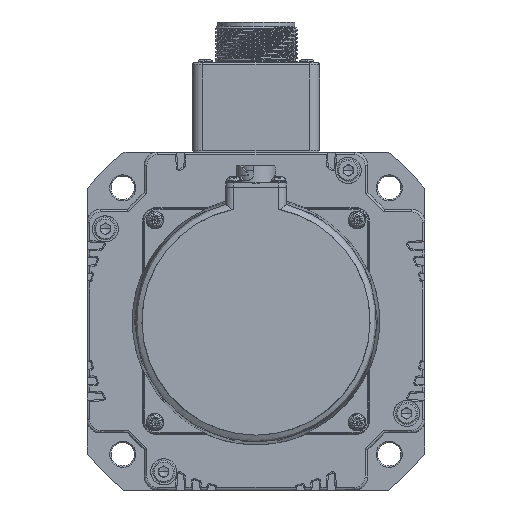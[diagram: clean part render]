
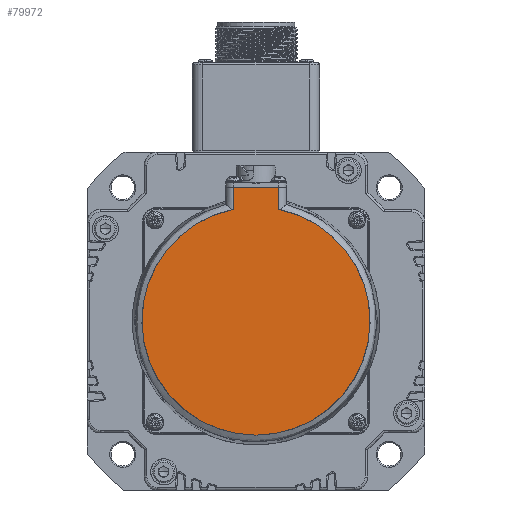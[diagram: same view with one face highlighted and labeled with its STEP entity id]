
A CAD part, front view. The second image highlights one B-rep face of the part: STEP entity #79972.
In plain terms, the highlighted planar face has unit normal (0, -1, 0).
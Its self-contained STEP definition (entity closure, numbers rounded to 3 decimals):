
#74374=CARTESIAN_POINT('',(396.33,-282.,-21.97));
#74375=VERTEX_POINT('',#74374);
#74383=CARTESIAN_POINT('',(396.33,-282.,-13.5));
#74384=VERTEX_POINT('',#74383);
#74385=CARTESIAN_POINT('',(396.33,-282.,-21.97));
#74386=DIRECTION('',(0.,0.,1.));
#74387=VECTOR('',#74386,8.47);
#74388=LINE('',#74385,#74387);
#74389=EDGE_CURVE('',#74375,#74384,#74388,.T.);
#74619=CARTESIAN_POINT('',(413.67,-282.,-13.5));
#74620=VERTEX_POINT('',#74619);
#74628=CARTESIAN_POINT('',(413.67,-282.,-21.97));
#74629=VERTEX_POINT('',#74628);
#74630=CARTESIAN_POINT('',(413.67,-282.,-13.5));
#74631=DIRECTION('',(0.,0.,-1.));
#74632=VECTOR('',#74631,8.47);
#74633=LINE('',#74630,#74632);
#74634=EDGE_CURVE('',#74620,#74629,#74633,.T.);
#79943=CARTESIAN_POINT('',(405.,-282.,-65.));
#79944=DIRECTION('',(0.198,0.,0.98));
#79945=DIRECTION('',(0.,1.,-0.));
#79946=AXIS2_PLACEMENT_3D('',#79943,#79945,#79944);
#79947=CIRCLE('',#79946,43.895);
#79948=EDGE_CURVE('',#74629,#74375,#79947,.T.);
#79956=CARTESIAN_POINT('',(405.,-282.,-61.483));
#79957=DIRECTION('',(0.,0.,-1.));
#79958=DIRECTION('',(0.,-1.,0.));
#79959=AXIS2_PLACEMENT_3D('',#79956,#79958,#79957);
#79960=PLANE('',#79959);
#79961=ORIENTED_EDGE('',*,*,#79948,.F.);
#79962=ORIENTED_EDGE('',*,*,#74634,.F.);
#79963=CARTESIAN_POINT('',(413.67,-282.,-13.5));
#79964=DIRECTION('',(-1.,0.,0.));
#79965=VECTOR('',#79964,17.34);
#79966=LINE('',#79963,#79965);
#79967=EDGE_CURVE('',#74620,#74384,#79966,.T.);
#79968=ORIENTED_EDGE('',*,*,#79967,.T.);
#79969=ORIENTED_EDGE('',*,*,#74389,.F.);
#79970=EDGE_LOOP('',(#79961,#79962,#79968,#79969));
#79971=FACE_OUTER_BOUND('',#79970,.T.);
#79972=ADVANCED_FACE('',(#79971),#79960,.T.);
